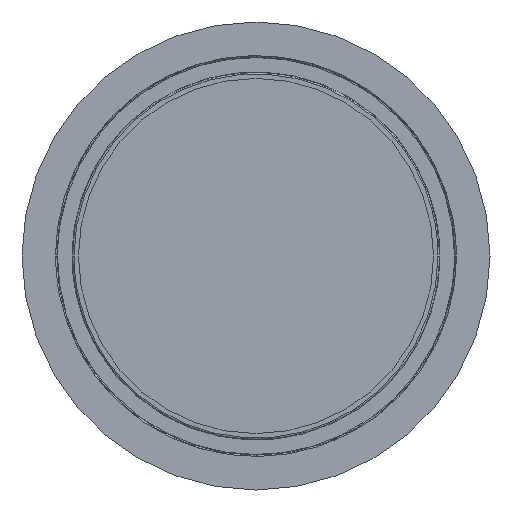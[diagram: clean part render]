
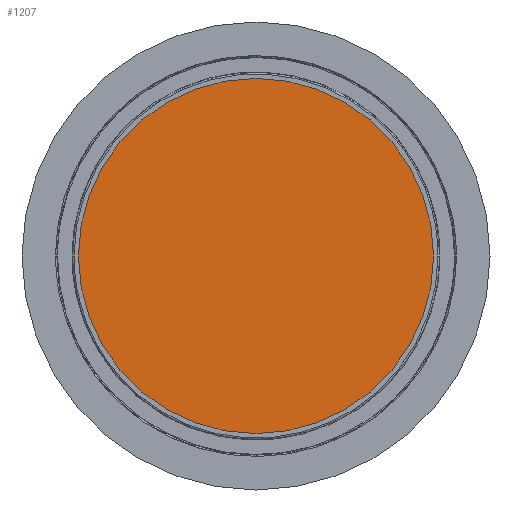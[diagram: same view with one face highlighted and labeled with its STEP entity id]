
A CAD part, front view. The second image highlights one B-rep face of the part: STEP entity #1207.
In plain terms, the highlighted planar face has unit normal (0, -1, 0).
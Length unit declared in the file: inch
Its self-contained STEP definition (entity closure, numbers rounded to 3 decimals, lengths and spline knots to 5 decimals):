
#2 = DIRECTION ( 'NONE',  ( 0., -1., 0. ) ) ;
#352 = DIRECTION ( 'NONE',  ( 0., 0., -1. ) ) ;
#634 = DIRECTION ( 'NONE',  ( 0., -1., 0. ) ) ;
#647 = VERTEX_POINT ( 'NONE', #1623 ) ;
#784 = FACE_OUTER_BOUND ( 'NONE', #2552, .T. ) ;
#799 = AXIS2_PLACEMENT_3D ( 'NONE', #2572, #634, #352 ) ;
#1207 = ADVANCED_FACE ( 'NONE', ( #784 ), #2428, .T. ) ;
#1269 = CIRCLE ( 'NONE', #799, 3.15 ) ;
#1322 = DIRECTION ( 'NONE',  ( 0., -1., 0. ) ) ;
#1384 = DIRECTION ( 'NONE',  ( 0., 0., -1. ) ) ;
#1623 = CARTESIAN_POINT ( 'NONE',  ( 0., 0.165, 3.15 ) ) ;
#1702 = CARTESIAN_POINT ( 'NONE',  ( 0., 0.165, 0. ) ) ;
#1741 = CARTESIAN_POINT ( 'NONE',  ( 0., 0.165, -3.15 ) ) ;
#1768 = VERTEX_POINT ( 'NONE', #1741 ) ;
#1902 = CARTESIAN_POINT ( 'NONE',  ( 0., 0.165, 0. ) ) ;
#1985 = AXIS2_PLACEMENT_3D ( 'NONE', #1902, #1322, #3064 ) ;
#2021 = AXIS2_PLACEMENT_3D ( 'NONE', #1702, #2, #1384 ) ;
#2428 = PLANE ( 'NONE',  #1985 ) ;
#2552 = EDGE_LOOP ( 'NONE', ( #3534, #2743 ) ) ;
#2572 = CARTESIAN_POINT ( 'NONE',  ( 0., 0.165, 0. ) ) ;
#2743 = ORIENTED_EDGE ( 'NONE', *, *, #2837, .T. ) ;
#2837 = EDGE_CURVE ( 'NONE', #647, #1768, #1269, .T. ) ;
#3064 = DIRECTION ( 'NONE',  ( 0., 0., -1. ) ) ;
#3403 = EDGE_CURVE ( 'NONE', #1768, #647, #3677, .T. ) ;
#3534 = ORIENTED_EDGE ( 'NONE', *, *, #3403, .T. ) ;
#3677 = CIRCLE ( 'NONE', #2021, 3.15 ) ;
